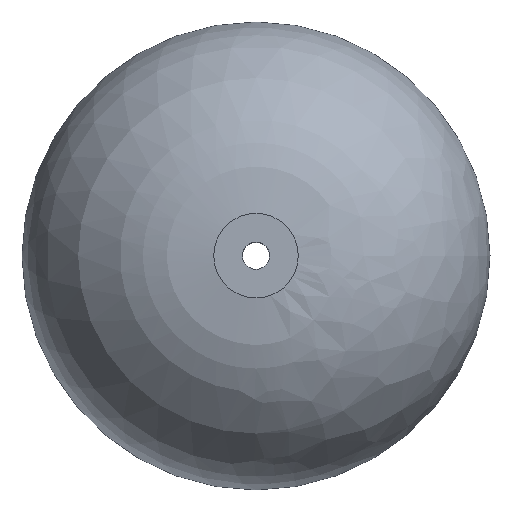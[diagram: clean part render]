
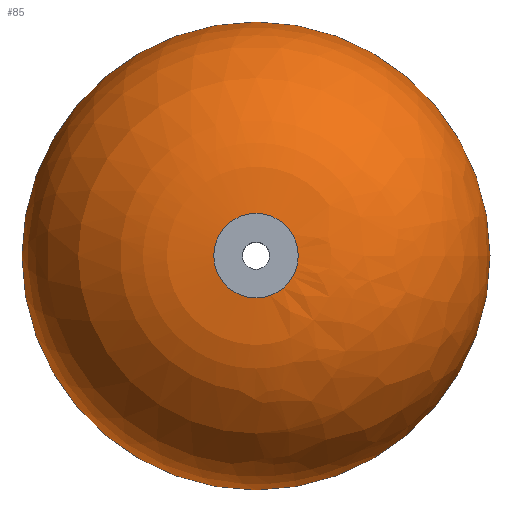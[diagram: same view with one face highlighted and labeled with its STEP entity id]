
A CAD part, top view. The second image highlights one B-rep face of the part: STEP entity #85.
In plain terms, the highlighted free-form (B-spline) face has degree [2, 2] with [3, 9] control points.
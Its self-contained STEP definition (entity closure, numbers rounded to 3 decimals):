
#20=(
BOUNDED_SURFACE()
B_SPLINE_SURFACE(2,2,((#182,#183,#184,#185,#186,#187,#188,#189,#190),(#191,
#192,#193,#194,#195,#196,#197,#198,#199),(#200,#201,#202,#203,#204,#205,
#206,#207,#208)),.UNSPECIFIED.,.F.,.T.,.F.)
B_SPLINE_SURFACE_WITH_KNOTS((3,3),(3,2,2,2,3),(0.,1.571),
(-3.142,-1.571,0.,1.571,3.142),
 .UNSPECIFIED.)
GEOMETRIC_REPRESENTATION_ITEM()
RATIONAL_B_SPLINE_SURFACE(((1.,0.707,1.,0.707,1.,
0.707,1.,0.707,1.),(0.707,0.5,
0.707,0.5,0.707,0.5,
0.707,0.5,0.707),(1.,0.707,
1.,0.707,1.,0.707,1.,0.707,1.)))
REPRESENTATION_ITEM('')
SURFACE()
);
#24=FACE_OUTER_BOUND('',#30,.T.);
#30=EDGE_LOOP('',(#72,#73,#74,#75,#76,#77));
#39=CIRCLE('',#106,396.65);
#40=CIRCLE('',#107,396.65);
#41=CIRCLE('',#109,71.65);
#42=CIRCLE('',#110,325.);
#43=CIRCLE('',#111,71.65);
#47=VERTEX_POINT('',#176);
#48=VERTEX_POINT('',#178);
#49=VERTEX_POINT('',#209);
#50=VERTEX_POINT('',#210);
#56=EDGE_CURVE('',#48,#47,#39,.T.);
#57=EDGE_CURVE('',#47,#48,#40,.T.);
#58=EDGE_CURVE('',#49,#50,#41,.T.);
#59=EDGE_CURVE('',#50,#47,#42,.T.);
#60=EDGE_CURVE('',#50,#49,#43,.T.);
#72=ORIENTED_EDGE('',*,*,#58,.T.);
#73=ORIENTED_EDGE('',*,*,#59,.T.);
#74=ORIENTED_EDGE('',*,*,#57,.T.);
#75=ORIENTED_EDGE('',*,*,#56,.T.);
#76=ORIENTED_EDGE('',*,*,#59,.F.);
#77=ORIENTED_EDGE('',*,*,#60,.T.);
#85=ADVANCED_FACE('',(#24),#20,.F.);
#106=AXIS2_PLACEMENT_3D('',#179,#126,#127);
#107=AXIS2_PLACEMENT_3D('',#180,#128,#129);
#109=AXIS2_PLACEMENT_3D('',#211,#132,#133);
#110=AXIS2_PLACEMENT_3D('',#212,#134,#135);
#111=AXIS2_PLACEMENT_3D('',#213,#136,#137);
#126=DIRECTION('center_axis',(0.,0.,1.));
#127=DIRECTION('ref_axis',(1.,0.,0.));
#128=DIRECTION('center_axis',(0.,0.,1.));
#129=DIRECTION('ref_axis',(1.,0.,0.));
#132=DIRECTION('center_axis',(0.,0.,-1.));
#133=DIRECTION('ref_axis',(1.,0.,0.));
#134=DIRECTION('center_axis',(0.,1.,0.));
#135=DIRECTION('ref_axis',(1.,0.,0.));
#136=DIRECTION('center_axis',(0.,0.,-1.));
#137=DIRECTION('ref_axis',(1.,0.,0.));
#176=CARTESIAN_POINT('',(1637.895,709.374,-675.));
#178=CARTESIAN_POINT('',(844.595,709.374,-675.));
#179=CARTESIAN_POINT('Origin',(1241.245,709.374,-675.));
#180=CARTESIAN_POINT('Origin',(1241.245,709.374,-675.));
#182=CARTESIAN_POINT('Ctrl Pts',(1637.895,709.374,-675.));
#183=CARTESIAN_POINT('Ctrl Pts',(1637.895,1106.024,-675.));
#184=CARTESIAN_POINT('Ctrl Pts',(1241.245,1106.024,-675.));
#185=CARTESIAN_POINT('Ctrl Pts',(844.595,1106.024,-675.));
#186=CARTESIAN_POINT('Ctrl Pts',(844.595,709.374,-675.));
#187=CARTESIAN_POINT('Ctrl Pts',(844.595,312.724,-675.));
#188=CARTESIAN_POINT('Ctrl Pts',(1241.245,312.724,-675.));
#189=CARTESIAN_POINT('Ctrl Pts',(1637.895,312.724,-675.));
#190=CARTESIAN_POINT('Ctrl Pts',(1637.895,709.374,-675.));
#191=CARTESIAN_POINT('Ctrl Pts',(1637.895,709.374,-350.));
#192=CARTESIAN_POINT('Ctrl Pts',(1637.895,1106.024,-350.));
#193=CARTESIAN_POINT('Ctrl Pts',(1241.245,1106.024,-350.));
#194=CARTESIAN_POINT('Ctrl Pts',(844.595,1106.024,-350.));
#195=CARTESIAN_POINT('Ctrl Pts',(844.595,709.374,-350.));
#196=CARTESIAN_POINT('Ctrl Pts',(844.595,312.724,-350.));
#197=CARTESIAN_POINT('Ctrl Pts',(1241.245,312.724,-350.));
#198=CARTESIAN_POINT('Ctrl Pts',(1637.895,312.724,-350.));
#199=CARTESIAN_POINT('Ctrl Pts',(1637.895,709.374,-350.));
#200=CARTESIAN_POINT('Ctrl Pts',(1312.895,709.374,-350.));
#201=CARTESIAN_POINT('Ctrl Pts',(1312.895,781.024,-350.));
#202=CARTESIAN_POINT('Ctrl Pts',(1241.245,781.024,-350.));
#203=CARTESIAN_POINT('Ctrl Pts',(1169.595,781.024,-350.));
#204=CARTESIAN_POINT('Ctrl Pts',(1169.595,709.374,-350.));
#205=CARTESIAN_POINT('Ctrl Pts',(1169.595,637.724,-350.));
#206=CARTESIAN_POINT('Ctrl Pts',(1241.245,637.724,-350.));
#207=CARTESIAN_POINT('Ctrl Pts',(1312.895,637.724,-350.));
#208=CARTESIAN_POINT('Ctrl Pts',(1312.895,709.374,-350.));
#209=CARTESIAN_POINT('',(1169.595,709.374,-350.));
#210=CARTESIAN_POINT('',(1312.895,709.374,-350.));
#211=CARTESIAN_POINT('Origin',(1241.245,709.374,-350.));
#212=CARTESIAN_POINT('Origin',(1312.895,709.374,-675.));
#213=CARTESIAN_POINT('Origin',(1241.245,709.374,-350.));
